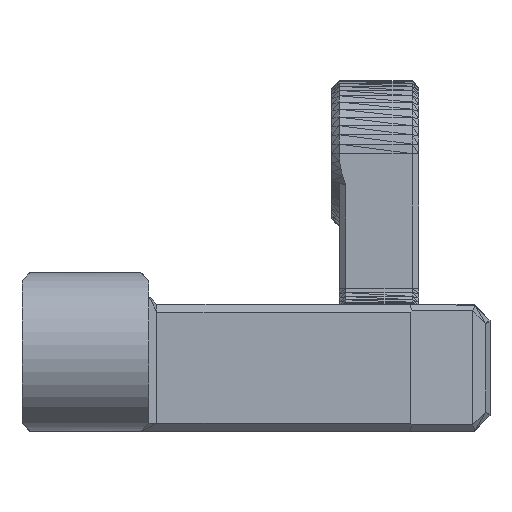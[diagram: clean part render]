
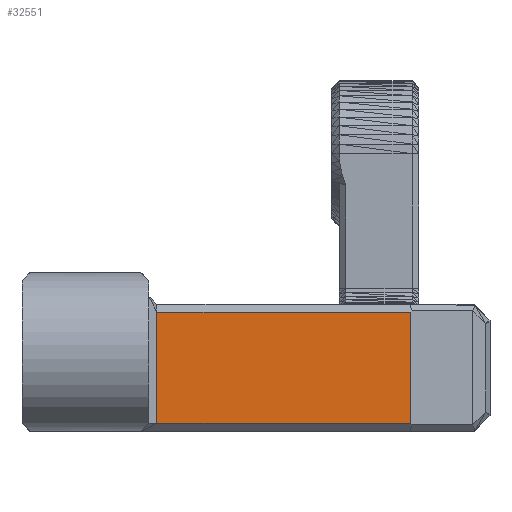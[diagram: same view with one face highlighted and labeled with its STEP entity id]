
A CAD part, left-side view. The second image highlights one B-rep face of the part: STEP entity #32551.
In plain terms, the highlighted planar face has unit normal (-1, 0, 0).
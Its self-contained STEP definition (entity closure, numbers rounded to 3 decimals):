
#55=FACE_OUTER_BOUND('',#2848,.T.);
#2848=EDGE_LOOP('',(#21277,#21278,#21279,#21280));
#6043=LINE('',#49092,#10522);
#6050=LINE('',#49105,#10529);
#6053=LINE('',#49112,#10532);
#6066=LINE('',#49137,#10545);
#10522=VECTOR('',#38624,10.);
#10529=VECTOR('',#38637,10.);
#10532=VECTOR('',#38642,10.);
#10545=VECTOR('',#38663,10.);
#14990=VERTEX_POINT('',#49085);
#14992=VERTEX_POINT('',#49090);
#14995=VERTEX_POINT('',#49098);
#14998=VERTEX_POINT('',#49111);
#16712=EDGE_CURVE('',#14992,#14990,#6043,.T.);
#16719=EDGE_CURVE('',#14990,#14995,#6050,.T.);
#16722=EDGE_CURVE('',#14995,#14998,#6053,.T.);
#16735=EDGE_CURVE('',#14992,#14998,#6066,.T.);
#21277=ORIENTED_EDGE('',*,*,#16722,.F.);
#21278=ORIENTED_EDGE('',*,*,#16719,.F.);
#21279=ORIENTED_EDGE('',*,*,#16712,.F.);
#21280=ORIENTED_EDGE('',*,*,#16735,.T.);
#29760=PLANE('',#35364);
#32551=ADVANCED_FACE('',(#55),#29760,.T.);
#35364=AXIS2_PLACEMENT_3D('',#49136,#38661,#38662);
#38624=DIRECTION('',(0.,1.,0.));
#38637=DIRECTION('',(0.,0.,1.));
#38642=DIRECTION('',(0.,-1.,0.));
#38661=DIRECTION('center_axis',(-1.,0.,0.));
#38662=DIRECTION('ref_axis',(0.,0.,1.));
#38663=DIRECTION('',(0.,0.,1.));
#49085=CARTESIAN_POINT('',(-57.484,117.752,-38.605));
#49090=CARTESIAN_POINT('',(-57.484,101.752,-38.605));
#49092=CARTESIAN_POINT('',(-57.484,103.802,-38.605));
#49098=CARTESIAN_POINT('',(-57.484,117.752,-31.605));
#49105=CARTESIAN_POINT('',(-57.484,117.752,-35.305));
#49111=CARTESIAN_POINT('',(-57.484,101.752,-31.605));
#49112=CARTESIAN_POINT('',(-57.484,103.802,-31.605));
#49136=CARTESIAN_POINT('Origin',(-57.484,101.752,-31.505));
#49137=CARTESIAN_POINT('',(-57.484,101.752,-38.705));
